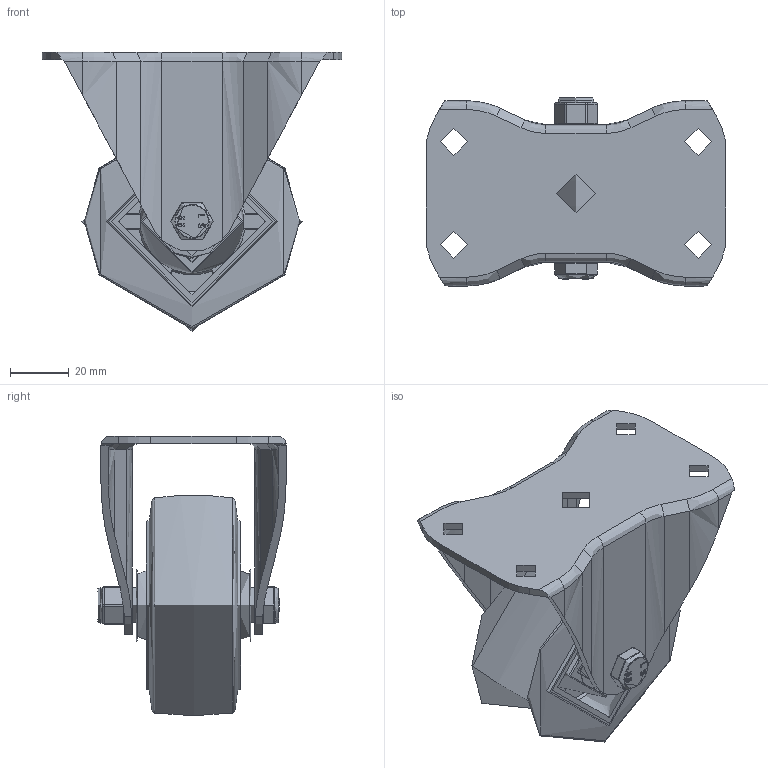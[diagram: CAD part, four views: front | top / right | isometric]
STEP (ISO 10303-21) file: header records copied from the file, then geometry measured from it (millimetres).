
FILE_DESCRIPTION(/* description */ (''),/* implementation_level */ '2;1');
FILE_NAME(/* name */ 'BZHF75ERBJ.step',/* time_stamp */ '2024-05-02T12:43:02+01:00',/* author */ (''),/* organization */ (''),/* preprocessor_version */ 'ST-DEVELOPER v20',/* originating_system */ 'Autodesk Translation Framework v12.20.1.177',/* authorisation */ '');
FILE_SCHEMA (('AUTOMOTIVE_DESIGN { 1 0 10303 214 3 1 1 }'));
Products named in the file (28): BZHF75ERBJ; BZHF75AS v1; ZINC PLATED, PRESSED STEEL BRACKET; BZM75WERBJM12 v1; 65 SHORE A ELASTIC RUBBER TYRE; ALUMINIUM RIM; BEARING6001; Pattern; BEARING6001 (1); Pattern (1); Component4; OUTER; INNER; MIDDLE; RUBBER; BEARING SPACER; TUBEM12X40 v1; ZINC PLATED STEEL TUBE; WM12X25X5 v1; ZINC PLATED WASHER; WM12X25X5 v1 (1); ZINC PLATED WASHER (1); HEXBOLTM8X55Z8.8 v2; GRADE 8.8 ZINC PLATED BOLT; NYLOCM8Z v1; NYLOC NUT (1); NUT (1); RUBBER (2)
Assembly tree (48 placements, depth 5):
  BZHF75ERBJ
    BZHF75AS v1
      ZINC PLATED, PRESSED STEEL BRACKET
    BZM75WERBJM12 v1
      65 SHORE A ELASTIC RUBBER TYRE
      ALUMINIUM RIM
      BEARING6001
        OUTER
        INNER
        Pattern
          Component4  x8
        MIDDLE
        RUBBER  x2
      BEARING6001 (1)
        Pattern (1)
          Component4  x8
        OUTER
        INNER
        MIDDLE
        RUBBER  x2
      BEARING SPACER
    TUBEM12X40 v1
      ZINC PLATED STEEL TUBE
    WM12X25X5 v1
      ZINC PLATED WASHER
    WM12X25X5 v1 (1)
      ZINC PLATED WASHER (1)
    HEXBOLTM8X55Z8.8 v2
      GRADE 8.8 ZINC PLATED BOLT
    NYLOCM8Z v1
      NYLOC NUT (1)
        NUT (1)
        RUBBER (2)
Bounding box: 102 x 64.03 x 95 mm (x, y, z)
Volume: 131077 mm3; surface area: 81029.2 mm2
Topology: 36 solids, 36 shells, 893 faces, 2125 edges, 1253 vertices
Faces by surface type: cylinder 307, plane 210, sphere 184, bspline 95, torus 74, cone 23
Full cylindrical faces by diameter (mm): 0.664 x2, 6.446 x7, 7.866 x13, 8 x3, 8.2 x2, 8.4 x1, 8.6 x2, 9 x4, 11.5 x1, 11.9 x1, 12 x3, 12.1 x1, 12.75 x2, 13 x1, 15.5 x2, 16 x1, 17 x8, 17.5 x4, 18 x4, 24.5 x2, 24.72 x8, 25.5 x2, 26 x1, 28 x4, 35 x2, 55 x2
Entity records: 42707 total; most frequent: CARTESIAN_POINT 25980, DIRECTION 3431, ORIENTED_EDGE 3344, EDGE_CURVE 1672, AXIS2_PLACEMENT_3D 1443, VERTEX_POINT 1003, EDGE_LOOP 751, CIRCLE 739
